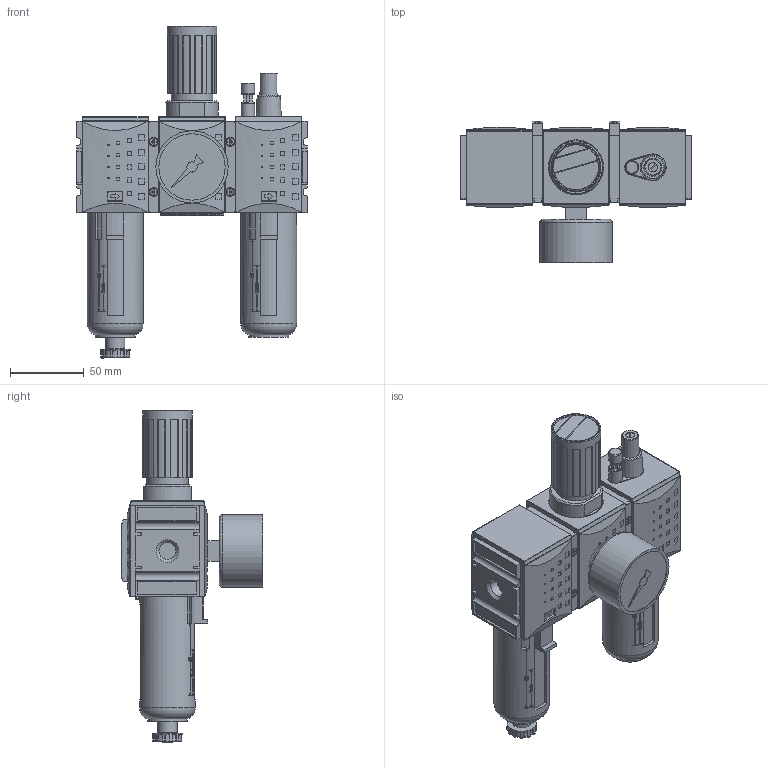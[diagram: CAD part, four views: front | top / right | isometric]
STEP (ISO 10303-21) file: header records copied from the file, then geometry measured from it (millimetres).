
FILE_DESCRIPTION((''),'2;1');
FILE_NAME('KS3U-114.stp','2011-11-24T10:59:00',('DDruske'),(''),'Autodesk Inventor 2009','Autodesk Inventor 2009','');
FILE_SCHEMA(('AUTOMOTIVE_DESIGN { 1 0 10303 214 1 1 1 1 }'));
Length unit declared in the file: millimetre
Products named in the file (1): Bauteil11
Bounding box: 156 x 96.1 x 225 mm (x, y, z)
Volume: 747563.8 mm3; surface area: 142474.6 mm2
Topology: 1 solids, 29 shells, 2154 faces, 5639 edges, 3677 vertices
Faces by surface type: plane 1195, cylinder 540, bspline 318, torus 59, cone 30, sphere 12
Full cylindrical faces by diameter (mm): 3 x4, 5.283 x2, 5.5 x2, 6.3 x1, 9 x2, 10 x2, 11.445 x3, 11.45 x3, 12 x3, 13 x1, 13.6 x1, 15.1 x3, 16.8 x5, 20 x1, 27 x2, 28 x4, 30 x1, 33.5 x1, 35 x3, 36 x1, 37.323 x1, 37.8 x2, 42 x1, 43.5 x1, 45 x1, 49 x1
Entity records: 71205 total; most frequent: CARTESIAN_POINT 17602, ORIENTED_EDGE 10960, DIRECTION 9955, EDGE_CURVE 5480, VERTEX_POINT 3647, AXIS2_PLACEMENT_3D 3356, VECTOR 3243, LINE 3243
